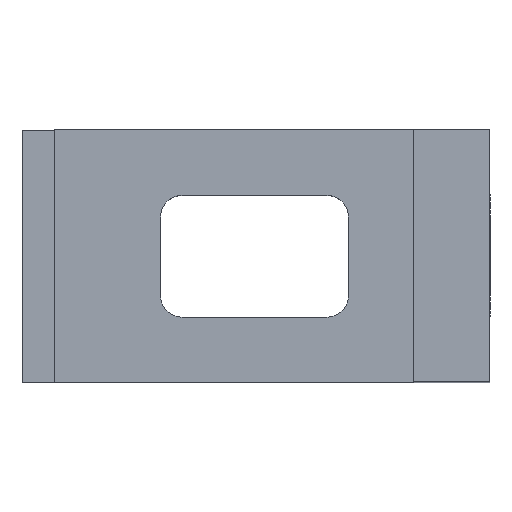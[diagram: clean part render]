
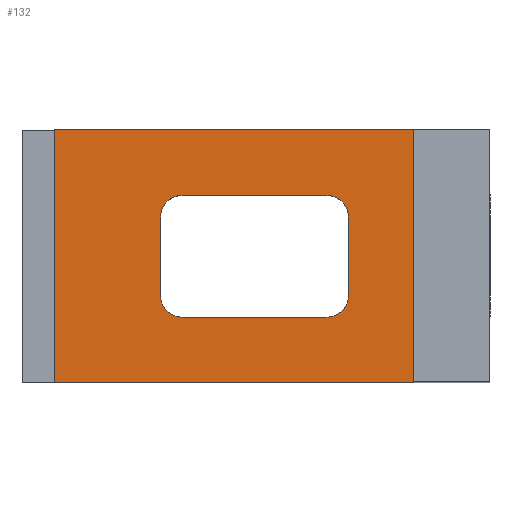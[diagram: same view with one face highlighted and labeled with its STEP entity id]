
A CAD part, top view. The second image highlights one B-rep face of the part: STEP entity #132.
In plain terms, the highlighted planar face has unit normal (0, 0, 1).
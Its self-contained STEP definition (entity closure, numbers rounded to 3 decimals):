
#9 = VERTEX_POINT ( 'NONE', #245 ) ;
#14 = DIRECTION ( 'NONE',  ( 0., -1., 0. ) ) ;
#16 = DIRECTION ( 'NONE',  ( 1., 0., 0. ) ) ;
#20 = VECTOR ( 'NONE', #973, 1000. ) ;
#22 = AXIS2_PLACEMENT_3D ( 'NONE', #26, #487, #579 ) ;
#26 = CARTESIAN_POINT ( 'NONE',  ( 0., 11.6, -24. ) ) ;
#40 = DIRECTION ( 'NONE',  ( 0., -1., 0. ) ) ;
#46 = EDGE_CURVE ( 'NONE', #318, #404, #599, .T. ) ;
#61 = LINE ( 'NONE', #158, #503 ) ;
#62 = FACE_BOUND ( 'NONE', #638, .T. ) ;
#78 = DIRECTION ( 'NONE',  ( -1., 0., 0. ) ) ;
#89 = EDGE_CURVE ( 'NONE', #521, #9, #688, .T. ) ;
#101 = DIRECTION ( 'NONE',  ( 1., 0., 0. ) ) ;
#103 = CARTESIAN_POINT ( 'NONE',  ( -3.5, 11.6, -24. ) ) ;
#132 = ADVANCED_FACE ( 'NONE', ( #62, #647 ), #416, .T. ) ;
#146 = EDGE_CURVE ( 'NONE', #318, #737, #325, .T. ) ;
#152 = CARTESIAN_POINT ( 'NONE',  ( -6.5, 7.6, -24. ) ) ;
#158 = CARTESIAN_POINT ( 'NONE',  ( 0., 0., -24. ) ) ;
#159 = CARTESIAN_POINT ( 'NONE',  ( -6.5, 4., -24. ) ) ;
#163 = LINE ( 'NONE', #850, #311 ) ;
#174 = EDGE_CURVE ( 'NONE', #625, #615, #459, .T. ) ;
#185 = VECTOR ( 'NONE', #266, 1000. ) ;
#192 = CARTESIAN_POINT ( 'NONE',  ( -20., 11.6, -24. ) ) ;
#201 = CARTESIAN_POINT ( 'NONE',  ( -7.5, 8.6, -24. ) ) ;
#207 = DIRECTION ( 'NONE',  ( 0., 0., -1. ) ) ;
#211 = CARTESIAN_POINT ( 'NONE',  ( -3.5, 11.6, -24. ) ) ;
#224 = AXIS2_PLACEMENT_3D ( 'NONE', #944, #714, #938 ) ;
#245 = CARTESIAN_POINT ( 'NONE',  ( -15.138, 4., -24. ) ) ;
#266 = DIRECTION ( 'NONE',  ( -1., 0., 0. ) ) ;
#298 = CARTESIAN_POINT ( 'NONE',  ( -14.138, 8.6, -24. ) ) ;
#308 = ORIENTED_EDGE ( 'NONE', *, *, #46, .T. ) ;
#311 = VECTOR ( 'NONE', #768, 1000. ) ;
#315 = ORIENTED_EDGE ( 'NONE', *, *, #89, .T. ) ;
#317 = EDGE_CURVE ( 'NONE', #625, #9, #323, .T. ) ;
#318 = VERTEX_POINT ( 'NONE', #159 ) ;
#323 = LINE ( 'NONE', #558, #439 ) ;
#325 = LINE ( 'NONE', #492, #20 ) ;
#353 = CARTESIAN_POINT ( 'NONE',  ( 0., 11.6, -24. ) ) ;
#371 = ORIENTED_EDGE ( 'NONE', *, *, #839, .T. ) ;
#383 = ORIENTED_EDGE ( 'NONE', *, *, #146, .F. ) ;
#391 = AXIS2_PLACEMENT_3D ( 'NONE', #437, #207, #756 ) ;
#393 = DIRECTION ( 'NONE',  ( 0., -1., 0. ) ) ;
#404 = VERTEX_POINT ( 'NONE', #618 ) ;
#409 = AXIS2_PLACEMENT_3D ( 'NONE', #411, #963, #16 ) ;
#411 = CARTESIAN_POINT ( 'NONE',  ( -14.138, 4., -24. ) ) ;
#416 = PLANE ( 'NONE',  #22 ) ;
#437 = CARTESIAN_POINT ( 'NONE',  ( -14.138, 7.6, -24. ) ) ;
#439 = VECTOR ( 'NONE', #393, 1000. ) ;
#459 = CIRCLE ( 'NONE', #391, 1. ) ;
#480 = LINE ( 'NONE', #695, #903 ) ;
#487 = DIRECTION ( 'NONE',  ( 0., 0., 1. ) ) ;
#492 = CARTESIAN_POINT ( 'NONE',  ( -6.5, 3., -24. ) ) ;
#503 = VECTOR ( 'NONE', #78, 1000. ) ;
#507 = ORIENTED_EDGE ( 'NONE', *, *, #660, .F. ) ;
#509 = EDGE_LOOP ( 'NONE', ( #738, #572, #627, #371 ) ) ;
#511 = VERTEX_POINT ( 'NONE', #201 ) ;
#521 = VERTEX_POINT ( 'NONE', #681 ) ;
#542 = DIRECTION ( 'NONE',  ( 0., 0., -1. ) ) ;
#547 = EDGE_CURVE ( 'NONE', #511, #615, #163, .T. ) ;
#555 = CARTESIAN_POINT ( 'NONE',  ( -20., 0., -24. ) ) ;
#558 = CARTESIAN_POINT ( 'NONE',  ( -15.138, 3., -24. ) ) ;
#572 = ORIENTED_EDGE ( 'NONE', *, *, #1000, .F. ) ;
#579 = DIRECTION ( 'NONE',  ( 1., 0., 0. ) ) ;
#581 = VECTOR ( 'NONE', #40, 1000. ) ;
#599 = CIRCLE ( 'NONE', #762, 1. ) ;
#615 = VERTEX_POINT ( 'NONE', #298 ) ;
#618 = CARTESIAN_POINT ( 'NONE',  ( -7.5, 3., -24. ) ) ;
#619 = CARTESIAN_POINT ( 'NONE',  ( -15.138, 7.6, -24. ) ) ;
#621 = CARTESIAN_POINT ( 'NONE',  ( -3.5, 0., -24. ) ) ;
#625 = VERTEX_POINT ( 'NONE', #619 ) ;
#627 = ORIENTED_EDGE ( 'NONE', *, *, #943, .T. ) ;
#638 = EDGE_LOOP ( 'NONE', ( #383, #308, #507, #315, #679, #787, #913, #849 ) ) ;
#639 = CARTESIAN_POINT ( 'NONE',  ( -20., 11.6, -24. ) ) ;
#647 = FACE_OUTER_BOUND ( 'NONE', #509, .T. ) ;
#660 = EDGE_CURVE ( 'NONE', #521, #404, #480, .T. ) ;
#679 = ORIENTED_EDGE ( 'NONE', *, *, #317, .F. ) ;
#681 = CARTESIAN_POINT ( 'NONE',  ( -14.138, 3., -24. ) ) ;
#688 = CIRCLE ( 'NONE', #409, 1. ) ;
#690 = VERTEX_POINT ( 'NONE', #211 ) ;
#695 = CARTESIAN_POINT ( 'NONE',  ( -15.138, 3., -24. ) ) ;
#699 = CIRCLE ( 'NONE', #224, 1. ) ;
#714 = DIRECTION ( 'NONE',  ( 0., 0., -1. ) ) ;
#728 = EDGE_CURVE ( 'NONE', #789, #837, #61, .T. ) ;
#731 = LINE ( 'NONE', #103, #581 ) ;
#737 = VERTEX_POINT ( 'NONE', #152 ) ;
#738 = ORIENTED_EDGE ( 'NONE', *, *, #728, .F. ) ;
#756 = DIRECTION ( 'NONE',  ( 1., 0., 0. ) ) ;
#762 = AXIS2_PLACEMENT_3D ( 'NONE', #942, #542, #101 ) ;
#768 = DIRECTION ( 'NONE',  ( -1., 0., 0. ) ) ;
#783 = EDGE_CURVE ( 'NONE', #511, #737, #699, .T. ) ;
#787 = ORIENTED_EDGE ( 'NONE', *, *, #174, .T. ) ;
#789 = VERTEX_POINT ( 'NONE', #621 ) ;
#794 = LINE ( 'NONE', #353, #185 ) ;
#805 = VECTOR ( 'NONE', #14, 1000. ) ;
#837 = VERTEX_POINT ( 'NONE', #555 ) ;
#839 = EDGE_CURVE ( 'NONE', #1010, #837, #866, .T. ) ;
#849 = ORIENTED_EDGE ( 'NONE', *, *, #783, .T. ) ;
#850 = CARTESIAN_POINT ( 'NONE',  ( -15.138, 8.6, -24. ) ) ;
#866 = LINE ( 'NONE', #639, #805 ) ;
#903 = VECTOR ( 'NONE', #917, 1000. ) ;
#913 = ORIENTED_EDGE ( 'NONE', *, *, #547, .F. ) ;
#917 = DIRECTION ( 'NONE',  ( 1., 0., 0. ) ) ;
#938 = DIRECTION ( 'NONE',  ( 1., 0., 0. ) ) ;
#942 = CARTESIAN_POINT ( 'NONE',  ( -7.5, 4., -24. ) ) ;
#943 = EDGE_CURVE ( 'NONE', #690, #1010, #794, .T. ) ;
#944 = CARTESIAN_POINT ( 'NONE',  ( -7.5, 7.6, -24. ) ) ;
#963 = DIRECTION ( 'NONE',  ( 0., 0., -1. ) ) ;
#973 = DIRECTION ( 'NONE',  ( 0., 1., 0. ) ) ;
#1000 = EDGE_CURVE ( 'NONE', #690, #789, #731, .T. ) ;
#1010 = VERTEX_POINT ( 'NONE', #192 ) ;
